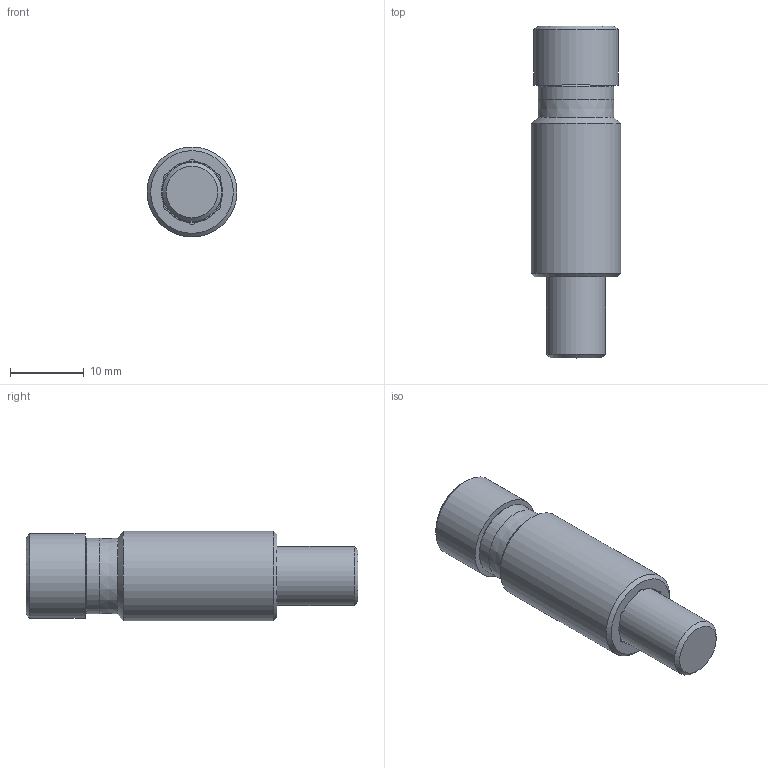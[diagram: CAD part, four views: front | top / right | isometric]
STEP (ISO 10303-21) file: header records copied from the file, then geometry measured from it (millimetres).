
FILE_DESCRIPTION(/* description */ ('Schneidschraube zu T-Matic Verbinder'),/* implementation_level */ '2;1');
FILE_NAME(/* name */ '412652003 Schneidschraube zu T-Matic Verbinder.stp',/* time_stamp */ '2021-01-22T15:43:50+01:00',/* author */ ('wheldmann'),/* organization */ (''),/* preprocessor_version */ 'ST-DEVELOPER v17.2',/* originating_system */ 'Autodesk Inventor 2019',/* authorisation */ '');
FILE_SCHEMA (('AUTOMOTIVE_DESIGN { 1 0 10303 214 3 1 1 }'));
Length unit declared in the file: millimetre
Products named in the file (1): 412652003
Bounding box: 12.2 x 45 x 12.2 mm (x, y, z)
Volume: 3702.7 mm3; surface area: 3139.1 mm2
Topology: 1 solids, 1 shells, 50 faces, 122 edges, 77 vertices
Faces by surface type: plane 23, cylinder 18, cone 9
Full cylindrical faces by diameter (mm): 7 x1, 8 x1, 8.3 x1, 10.2 x1, 11.5 x1, 12.2 x1
Entity records: 1522 total; most frequent: DIRECTION 287, CARTESIAN_POINT 249, ORIENTED_EDGE 242, EDGE_CURVE 121, AXIS2_PLACEMENT_3D 115, VERTEX_POINT 77, CIRCLE 58, LINE 57
